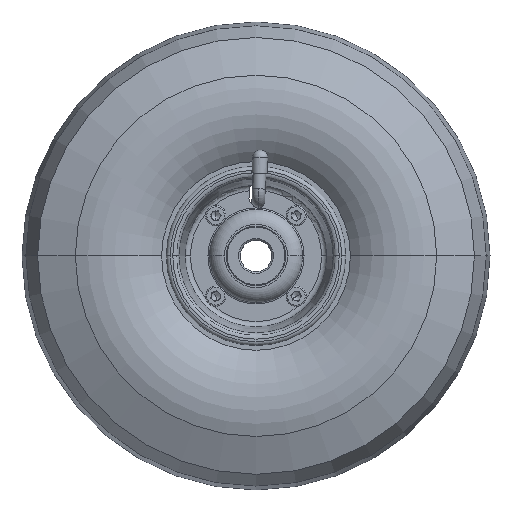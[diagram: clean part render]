
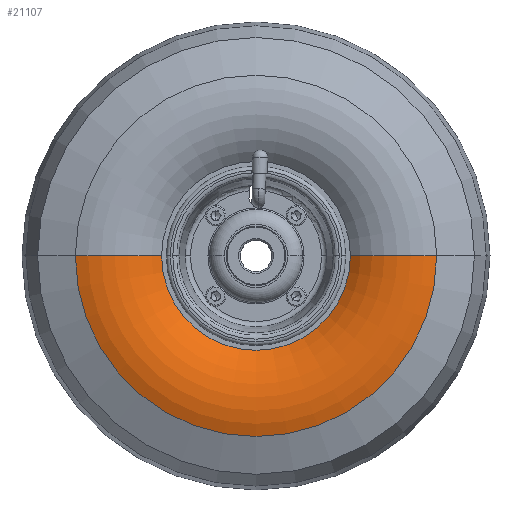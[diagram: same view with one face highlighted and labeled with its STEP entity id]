
A CAD part, top view. The second image highlights one B-rep face of the part: STEP entity #21107.
In plain terms, the highlighted toroidal (fillet/blend) face has major radius 96.207 mm and minor radius 50 mm.
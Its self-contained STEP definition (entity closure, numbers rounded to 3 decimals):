
#900 = CIRCLE ( 'NONE', #16927, 50. ) ;
#1475 = AXIS2_PLACEMENT_3D ( 'NONE', #22250, #9652, #6593 ) ;
#1531 = DIRECTION ( 'NONE',  ( 1., 0., 0. ) ) ;
#1876 = CARTESIAN_POINT ( 'NONE',  ( 0., 0., 35. ) ) ;
#2306 = EDGE_CURVE ( 'NONE', #3513, #19120, #18863, .T. ) ;
#2686 = DIRECTION ( 'NONE',  ( 0., -1., 0. ) ) ;
#3501 = VERTEX_POINT ( 'NONE', #13335 ) ;
#3513 = VERTEX_POINT ( 'NONE', #8718 ) ;
#3985 = DIRECTION ( 'NONE',  ( 0., 0., 1. ) ) ;
#5478 = CARTESIAN_POINT ( 'NONE',  ( 115.803, 0., 46. ) ) ;
#5969 = DIRECTION ( 'NONE',  ( 0., 0., -1. ) ) ;
#6281 = ORIENTED_EDGE ( 'NONE', *, *, #21467, .F. ) ;
#6593 = DIRECTION ( 'NONE',  ( 1., 0., 0. ) ) ;
#7074 = ORIENTED_EDGE ( 'NONE', *, *, #14168, .T. ) ;
#7165 = CARTESIAN_POINT ( 'NONE',  ( 0., 0., 46. ) ) ;
#7295 = ORIENTED_EDGE ( 'NONE', *, *, #2306, .T. ) ;
#7638 = EDGE_CURVE ( 'NONE', #3513, #13140, #900, .T. ) ;
#8718 = CARTESIAN_POINT ( 'NONE',  ( -115.803, 0., 46. ) ) ;
#9652 = DIRECTION ( 'NONE',  ( 0., 0., 1. ) ) ;
#9691 = DIRECTION ( 'NONE',  ( -1., 0., 0. ) ) ;
#9771 = FACE_OUTER_BOUND ( 'NONE', #14440, .T. ) ;
#10280 = CIRCLE ( 'NONE', #11001, 50. ) ;
#11001 = AXIS2_PLACEMENT_3D ( 'NONE', #19752, #2686, #5969 ) ;
#12013 = AXIS2_PLACEMENT_3D ( 'NONE', #1876, #20572, #1531 ) ;
#12786 = ORIENTED_EDGE ( 'NONE', *, *, #7638, .F. ) ;
#13140 = VERTEX_POINT ( 'NONE', #20488 ) ;
#13188 = DIRECTION ( 'NONE',  ( 0., 1., 0. ) ) ;
#13335 = CARTESIAN_POINT ( 'NONE',  ( 60.5, 0., 35. ) ) ;
#14057 = DIRECTION ( 'NONE',  ( 1., 0., 0. ) ) ;
#14168 = EDGE_CURVE ( 'NONE', #19120, #3501, #10280, .T. ) ;
#14440 = EDGE_LOOP ( 'NONE', ( #12786, #7295, #7074, #6281 ) ) ;
#16927 = AXIS2_PLACEMENT_3D ( 'NONE', #18248, #13188, #9691 ) ;
#18248 = CARTESIAN_POINT ( 'NONE',  ( -96.207, 0., 0. ) ) ;
#18863 = CIRCLE ( 'NONE', #20678, 115.803 ) ;
#19120 = VERTEX_POINT ( 'NONE', #5478 ) ;
#19752 = CARTESIAN_POINT ( 'NONE',  ( 96.207, 0., 0. ) ) ;
#20428 = CIRCLE ( 'NONE', #12013, 60.5 ) ;
#20452 = TOROIDAL_SURFACE ( 'NONE', #1475, 96.207, 50. ) ;
#20488 = CARTESIAN_POINT ( 'NONE',  ( -60.5, 0., 35. ) ) ;
#20572 = DIRECTION ( 'NONE',  ( 0., 0., 1. ) ) ;
#20678 = AXIS2_PLACEMENT_3D ( 'NONE', #7165, #3985, #14057 ) ;
#21107 = ADVANCED_FACE ( 'NONE', ( #9771 ), #20452, .T. ) ;
#21467 = EDGE_CURVE ( 'NONE', #13140, #3501, #20428, .T. ) ;
#22250 = CARTESIAN_POINT ( 'NONE',  ( 0., 0., 0. ) ) ;
